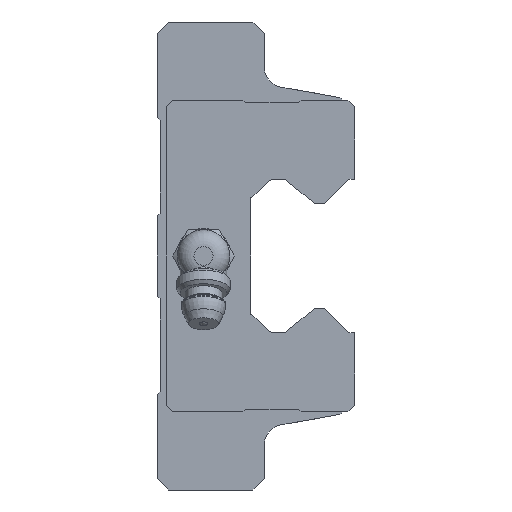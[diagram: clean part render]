
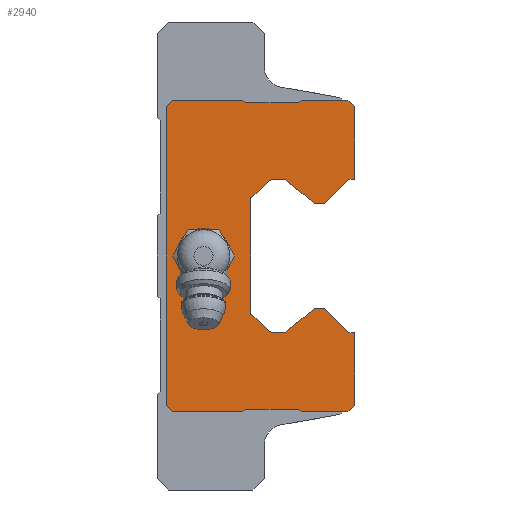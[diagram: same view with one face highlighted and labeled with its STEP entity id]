
A CAD part, left-side view. The second image highlights one B-rep face of the part: STEP entity #2940.
In plain terms, the highlighted planar face has unit normal (-1, 0, 0).
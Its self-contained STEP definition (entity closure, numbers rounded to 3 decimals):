
#712=ORIENTED_EDGE('',*,*,#1277,.F.);
#713=ORIENTED_EDGE('',*,*,#1308,.F.);
#714=ORIENTED_EDGE('',*,*,#1306,.F.);
#715=ORIENTED_EDGE('',*,*,#1304,.F.);
#716=ORIENTED_EDGE('',*,*,#1302,.F.);
#717=ORIENTED_EDGE('',*,*,#1300,.F.);
#718=ORIENTED_EDGE('',*,*,#1298,.F.);
#719=ORIENTED_EDGE('',*,*,#1296,.F.);
#720=ORIENTED_EDGE('',*,*,#1294,.F.);
#721=ORIENTED_EDGE('',*,*,#1292,.F.);
#722=ORIENTED_EDGE('',*,*,#1168,.F.);
#723=ORIENTED_EDGE('',*,*,#1165,.F.);
#724=ORIENTED_EDGE('',*,*,#1162,.F.);
#725=ORIENTED_EDGE('',*,*,#1159,.F.);
#726=ORIENTED_EDGE('',*,*,#1156,.F.);
#727=ORIENTED_EDGE('',*,*,#1153,.F.);
#728=ORIENTED_EDGE('',*,*,#1150,.F.);
#729=ORIENTED_EDGE('',*,*,#1147,.F.);
#730=ORIENTED_EDGE('',*,*,#1144,.F.);
#731=ORIENTED_EDGE('',*,*,#1141,.F.);
#732=ORIENTED_EDGE('',*,*,#1138,.F.);
#733=ORIENTED_EDGE('',*,*,#1135,.F.);
#734=ORIENTED_EDGE('',*,*,#1130,.F.);
#735=ORIENTED_EDGE('',*,*,#1291,.F.);
#736=ORIENTED_EDGE('',*,*,#1289,.F.);
#737=ORIENTED_EDGE('',*,*,#1287,.F.);
#738=ORIENTED_EDGE('',*,*,#1285,.F.);
#739=ORIENTED_EDGE('',*,*,#1283,.F.);
#740=ORIENTED_EDGE('',*,*,#1281,.F.);
#741=ORIENTED_EDGE('',*,*,#1279,.F.);
#742=ORIENTED_EDGE('',*,*,#1309,.T.);
#743=ORIENTED_EDGE('',*,*,#1310,.T.);
#744=ORIENTED_EDGE('',*,*,#1311,.T.);
#745=ORIENTED_EDGE('',*,*,#1312,.T.);
#746=ORIENTED_EDGE('',*,*,#1313,.T.);
#747=ORIENTED_EDGE('',*,*,#1314,.T.);
#1130=EDGE_CURVE('',#1515,#1516,#1787,.T.);
#1135=EDGE_CURVE('',#1516,#1520,#1792,.T.);
#1138=EDGE_CURVE('',#1520,#1522,#1795,.T.);
#1141=EDGE_CURVE('',#1522,#1524,#1798,.T.);
#1144=EDGE_CURVE('',#1524,#1526,#1801,.T.);
#1147=EDGE_CURVE('',#1526,#1528,#1804,.T.);
#1150=EDGE_CURVE('',#1528,#1530,#1807,.T.);
#1153=EDGE_CURVE('',#1530,#1532,#1810,.T.);
#1156=EDGE_CURVE('',#1532,#1534,#1813,.T.);
#1159=EDGE_CURVE('',#1534,#1536,#1816,.T.);
#1162=EDGE_CURVE('',#1536,#1538,#1819,.T.);
#1165=EDGE_CURVE('',#1538,#1540,#1822,.T.);
#1168=EDGE_CURVE('',#1540,#1542,#1825,.T.);
#1277=EDGE_CURVE('',#1608,#1609,#1929,.T.);
#1279=EDGE_CURVE('',#1609,#1610,#1931,.T.);
#1281=EDGE_CURVE('',#1610,#1611,#1933,.T.);
#1283=EDGE_CURVE('',#1611,#1612,#1935,.T.);
#1285=EDGE_CURVE('',#1612,#1613,#1937,.T.);
#1287=EDGE_CURVE('',#1613,#1614,#1939,.T.);
#1289=EDGE_CURVE('',#1614,#1615,#1941,.T.);
#1291=EDGE_CURVE('',#1615,#1515,#1943,.T.);
#1292=EDGE_CURVE('',#1542,#1616,#1944,.T.);
#1294=EDGE_CURVE('',#1616,#1617,#1946,.T.);
#1296=EDGE_CURVE('',#1617,#1618,#1948,.T.);
#1298=EDGE_CURVE('',#1618,#1619,#1950,.T.);
#1300=EDGE_CURVE('',#1619,#1620,#1952,.T.);
#1302=EDGE_CURVE('',#1620,#1621,#1954,.T.);
#1304=EDGE_CURVE('',#1621,#1622,#1956,.T.);
#1306=EDGE_CURVE('',#1622,#1623,#1958,.T.);
#1308=EDGE_CURVE('',#1623,#1608,#1960,.T.);
#1309=EDGE_CURVE('',#1624,#1625,#1961,.T.);
#1310=EDGE_CURVE('',#1625,#1626,#1962,.T.);
#1311=EDGE_CURVE('',#1626,#1627,#1963,.T.);
#1312=EDGE_CURVE('',#1627,#1628,#1964,.T.);
#1313=EDGE_CURVE('',#1628,#1629,#1965,.T.);
#1314=EDGE_CURVE('',#1629,#1624,#1966,.T.);
#1515=VERTEX_POINT('',#4383);
#1516=VERTEX_POINT('',#4385);
#1520=VERTEX_POINT('',#4395);
#1522=VERTEX_POINT('',#4401);
#1524=VERTEX_POINT('',#4407);
#1526=VERTEX_POINT('',#4413);
#1528=VERTEX_POINT('',#4419);
#1530=VERTEX_POINT('',#4425);
#1532=VERTEX_POINT('',#4431);
#1534=VERTEX_POINT('',#4437);
#1536=VERTEX_POINT('',#4443);
#1538=VERTEX_POINT('',#4449);
#1540=VERTEX_POINT('',#4455);
#1542=VERTEX_POINT('',#4461);
#1608=VERTEX_POINT('',#4675);
#1609=VERTEX_POINT('',#4677);
#1610=VERTEX_POINT('',#4681);
#1611=VERTEX_POINT('',#4685);
#1612=VERTEX_POINT('',#4689);
#1613=VERTEX_POINT('',#4693);
#1614=VERTEX_POINT('',#4697);
#1615=VERTEX_POINT('',#4701);
#1616=VERTEX_POINT('',#4707);
#1617=VERTEX_POINT('',#4711);
#1618=VERTEX_POINT('',#4715);
#1619=VERTEX_POINT('',#4719);
#1620=VERTEX_POINT('',#4723);
#1621=VERTEX_POINT('',#4727);
#1622=VERTEX_POINT('',#4731);
#1623=VERTEX_POINT('',#4735);
#1624=VERTEX_POINT('',#4741);
#1625=VERTEX_POINT('',#4742);
#1626=VERTEX_POINT('',#4744);
#1627=VERTEX_POINT('',#4746);
#1628=VERTEX_POINT('',#4748);
#1629=VERTEX_POINT('',#4750);
#1787=LINE('',#4384,#2113);
#1792=LINE('',#4394,#2118);
#1795=LINE('',#4400,#2121);
#1798=LINE('',#4406,#2124);
#1801=LINE('',#4412,#2127);
#1804=LINE('',#4418,#2130);
#1807=LINE('',#4424,#2133);
#1810=LINE('',#4430,#2136);
#1813=LINE('',#4436,#2139);
#1816=LINE('',#4442,#2142);
#1819=LINE('',#4448,#2145);
#1822=LINE('',#4454,#2148);
#1825=LINE('',#4460,#2151);
#1929=LINE('',#4676,#2255);
#1931=LINE('',#4680,#2257);
#1933=LINE('',#4684,#2259);
#1935=LINE('',#4688,#2261);
#1937=LINE('',#4692,#2263);
#1939=LINE('',#4696,#2265);
#1941=LINE('',#4700,#2267);
#1943=LINE('',#4704,#2269);
#1944=LINE('',#4706,#2270);
#1946=LINE('',#4710,#2272);
#1948=LINE('',#4714,#2274);
#1950=LINE('',#4718,#2276);
#1952=LINE('',#4722,#2278);
#1954=LINE('',#4726,#2280);
#1956=LINE('',#4730,#2282);
#1958=LINE('',#4734,#2284);
#1960=LINE('',#4738,#2286);
#1961=LINE('',#4740,#2287);
#1962=LINE('',#4743,#2288);
#1963=LINE('',#4745,#2289);
#1964=LINE('',#4747,#2290);
#1965=LINE('',#4749,#2291);
#1966=LINE('',#4751,#2292);
#2113=VECTOR('',#3471,1000.);
#2118=VECTOR('',#3478,1000.);
#2121=VECTOR('',#3483,1000.);
#2124=VECTOR('',#3488,1000.);
#2127=VECTOR('',#3493,1000.);
#2130=VECTOR('',#3498,1000.);
#2133=VECTOR('',#3503,1000.);
#2136=VECTOR('',#3508,1000.);
#2139=VECTOR('',#3513,1000.);
#2142=VECTOR('',#3518,1000.);
#2145=VECTOR('',#3523,1000.);
#2148=VECTOR('',#3528,1000.);
#2151=VECTOR('',#3533,1000.);
#2255=VECTOR('',#3727,1000.);
#2257=VECTOR('',#3731,1000.);
#2259=VECTOR('',#3735,1000.);
#2261=VECTOR('',#3739,1000.);
#2263=VECTOR('',#3743,1000.);
#2265=VECTOR('',#3747,1000.);
#2267=VECTOR('',#3751,1000.);
#2269=VECTOR('',#3755,1000.);
#2270=VECTOR('',#3758,1000.);
#2272=VECTOR('',#3762,1000.);
#2274=VECTOR('',#3766,1000.);
#2276=VECTOR('',#3770,1000.);
#2278=VECTOR('',#3774,1000.);
#2280=VECTOR('',#3778,1000.);
#2282=VECTOR('',#3782,1000.);
#2284=VECTOR('',#3786,1000.);
#2286=VECTOR('',#3790,1000.);
#2287=VECTOR('',#3793,1000.);
#2288=VECTOR('',#3794,1000.);
#2289=VECTOR('',#3795,1000.);
#2290=VECTOR('',#3796,1000.);
#2291=VECTOR('',#3797,1000.);
#2292=VECTOR('',#3798,1000.);
#2437=EDGE_LOOP('',(#712,#713,#714,#715,#716,#717,#718,#719,#720,#721,#722,
#723,#724,#725,#726,#727,#728,#729,#730,#731,#732,#733,#734,#735,#736,#737,
#738,#739,#740,#741));
#2438=EDGE_LOOP('',(#742,#743,#744,#745,#746,#747));
#2630=FACE_BOUND('',#2437,.T.);
#2631=FACE_BOUND('',#2438,.T.);
#2805=PLANE('',#3147);
#2940=ADVANCED_FACE('',(#2630,#2631),#2805,.F.);
#3147=AXIS2_PLACEMENT_3D('',#4739,#3791,#3792);
#3471=DIRECTION('',(0.,1.,0.));
#3478=DIRECTION('',(0.,0.707,-0.707));
#3483=DIRECTION('',(0.,1.,0.));
#3488=DIRECTION('',(0.,0.78,0.626));
#3493=DIRECTION('',(0.,1.,0.));
#3498=DIRECTION('',(0.,0.729,-0.685));
#3503=DIRECTION('',(0.,0.,-1.));
#3508=DIRECTION('',(0.,-0.729,-0.685));
#3513=DIRECTION('',(0.,-1.,0.));
#3518=DIRECTION('',(0.,-0.78,0.626));
#3523=DIRECTION('',(0.,-1.,0.));
#3528=DIRECTION('',(0.,-0.707,-0.707));
#3533=DIRECTION('',(0.,-1.,0.));
#3727=DIRECTION('',(0.,-0.707,0.707));
#3731=DIRECTION('',(0.,-1.,0.));
#3735=DIRECTION('',(0.,-0.707,-0.707));
#3739=DIRECTION('',(0.,-1.,0.));
#3743=DIRECTION('',(0.,-0.707,0.707));
#3747=DIRECTION('',(0.,-1.,0.));
#3751=DIRECTION('',(0.,-0.707,-0.707));
#3755=DIRECTION('',(0.,0.,-1.));
#3758=DIRECTION('',(0.,0.,-1.));
#3762=DIRECTION('',(0.,0.707,-0.707));
#3766=DIRECTION('',(0.,1.,0.));
#3770=DIRECTION('',(0.,0.707,0.707));
#3774=DIRECTION('',(0.,1.,0.));
#3778=DIRECTION('',(0.,0.707,-0.707));
#3782=DIRECTION('',(0.,1.,0.));
#3786=DIRECTION('',(0.,0.707,0.707));
#3790=DIRECTION('',(0.,0.,1.));
#3791=DIRECTION('',(1.,0.,0.));
#3792=DIRECTION('',(0.,0.,-1.));
#3793=DIRECTION('',(0.,1.,0.));
#3794=DIRECTION('',(0.,0.5,0.866));
#3795=DIRECTION('',(0.,-0.5,0.866));
#3796=DIRECTION('',(0.,-1.,0.));
#3797=DIRECTION('',(0.,-0.5,-0.866));
#3798=DIRECTION('',(0.,0.5,-0.866));
#4383=CARTESIAN_POINT('',(-52.35,-33.5,11.5));
#4384=CARTESIAN_POINT('',(-52.35,-33.5,11.5));
#4385=CARTESIAN_POINT('',(-52.35,-32.63,11.5));
#4394=CARTESIAN_POINT('',(-52.35,-32.63,11.5));
#4395=CARTESIAN_POINT('',(-52.35,-29.03,7.9));
#4400=CARTESIAN_POINT('',(-52.35,-29.03,7.9));
#4401=CARTESIAN_POINT('',(-52.35,-27.48,7.9));
#4406=CARTESIAN_POINT('',(-52.35,-27.48,7.9));
#4407=CARTESIAN_POINT('',(-52.35,-23.,11.5));
#4412=CARTESIAN_POINT('',(-52.35,-23.,11.5));
#4413=CARTESIAN_POINT('',(-52.35,-21.,11.5));
#4418=CARTESIAN_POINT('',(-52.35,-21.,11.5));
#4419=CARTESIAN_POINT('',(-52.35,-18.,8.68));
#4424=CARTESIAN_POINT('',(-52.35,-18.,8.68));
#4425=CARTESIAN_POINT('',(-52.35,-18.,-8.68));
#4430=CARTESIAN_POINT('',(-52.35,-18.,-8.68));
#4431=CARTESIAN_POINT('',(-52.35,-21.,-11.5));
#4436=CARTESIAN_POINT('',(-52.35,-21.,-11.5));
#4437=CARTESIAN_POINT('',(-52.35,-23.,-11.5));
#4442=CARTESIAN_POINT('',(-52.35,-23.,-11.5));
#4443=CARTESIAN_POINT('',(-52.35,-27.48,-7.9));
#4448=CARTESIAN_POINT('',(-52.35,-27.48,-7.9));
#4449=CARTESIAN_POINT('',(-52.35,-29.03,-7.9));
#4454=CARTESIAN_POINT('',(-52.35,-29.03,-7.9));
#4455=CARTESIAN_POINT('',(-52.35,-32.63,-11.5));
#4460=CARTESIAN_POINT('',(-52.35,-32.63,-11.5));
#4461=CARTESIAN_POINT('',(-52.35,-33.5,-11.5));
#4675=CARTESIAN_POINT('',(-52.35,-5.3,22.3));
#4676=CARTESIAN_POINT('',(-52.35,-5.3,22.3));
#4677=CARTESIAN_POINT('',(-52.35,-6.3,23.3));
#4680=CARTESIAN_POINT('',(-52.35,-6.3,23.3));
#4681=CARTESIAN_POINT('',(-52.35,-16.8,23.3));
#4684=CARTESIAN_POINT('',(-52.35,-16.8,23.3));
#4685=CARTESIAN_POINT('',(-52.35,-17.2,22.9));
#4688=CARTESIAN_POINT('',(-52.35,-17.2,22.9));
#4689=CARTESIAN_POINT('',(-52.35,-25.1,22.9));
#4692=CARTESIAN_POINT('',(-52.35,-25.1,22.9));
#4693=CARTESIAN_POINT('',(-52.35,-25.5,23.3));
#4696=CARTESIAN_POINT('',(-52.35,-25.5,23.3));
#4697=CARTESIAN_POINT('',(-52.35,-32.5,23.3));
#4700=CARTESIAN_POINT('',(-52.35,-32.5,23.3));
#4701=CARTESIAN_POINT('',(-52.35,-33.5,22.3));
#4704=CARTESIAN_POINT('',(-52.35,-33.5,22.3));
#4706=CARTESIAN_POINT('',(-52.35,-33.5,-11.5));
#4707=CARTESIAN_POINT('',(-52.35,-33.5,-22.3));
#4710=CARTESIAN_POINT('',(-52.35,-33.5,-22.3));
#4711=CARTESIAN_POINT('',(-52.35,-32.5,-23.3));
#4714=CARTESIAN_POINT('',(-52.35,-32.5,-23.3));
#4715=CARTESIAN_POINT('',(-52.35,-25.5,-23.3));
#4718=CARTESIAN_POINT('',(-52.35,-25.5,-23.3));
#4719=CARTESIAN_POINT('',(-52.35,-25.1,-22.9));
#4722=CARTESIAN_POINT('',(-52.35,-25.1,-22.9));
#4723=CARTESIAN_POINT('',(-52.35,-17.2,-22.9));
#4726=CARTESIAN_POINT('',(-52.35,-17.2,-22.9));
#4727=CARTESIAN_POINT('',(-52.35,-16.8,-23.3));
#4730=CARTESIAN_POINT('',(-52.35,-16.8,-23.3));
#4731=CARTESIAN_POINT('',(-52.35,-6.3,-23.3));
#4734=CARTESIAN_POINT('',(-52.35,-6.3,-23.3));
#4735=CARTESIAN_POINT('',(-52.35,-5.3,-22.3));
#4738=CARTESIAN_POINT('',(-52.35,-5.3,-22.3));
#4739=CARTESIAN_POINT('',(-52.35,0.,0.));
#4740=CARTESIAN_POINT('',(-52.35,-13.209,-4.));
#4741=CARTESIAN_POINT('',(-52.35,-13.209,-4.));
#4742=CARTESIAN_POINT('',(-52.35,-8.591,-4.));
#4743=CARTESIAN_POINT('',(-52.35,-8.591,-4.));
#4744=CARTESIAN_POINT('',(-52.35,-6.281,0.));
#4745=CARTESIAN_POINT('',(-52.35,-6.281,0.));
#4746=CARTESIAN_POINT('',(-52.35,-8.591,4.));
#4747=CARTESIAN_POINT('',(-52.35,-8.591,4.));
#4748=CARTESIAN_POINT('',(-52.35,-13.209,4.));
#4749=CARTESIAN_POINT('',(-52.35,-13.209,4.));
#4750=CARTESIAN_POINT('',(-52.35,-15.519,0.));
#4751=CARTESIAN_POINT('',(-52.35,-15.519,0.));
